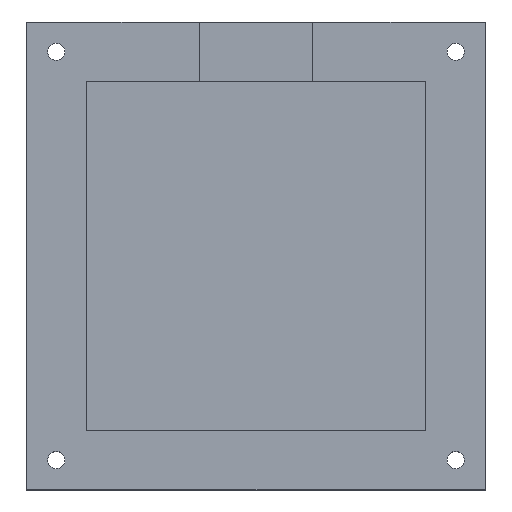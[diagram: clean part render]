
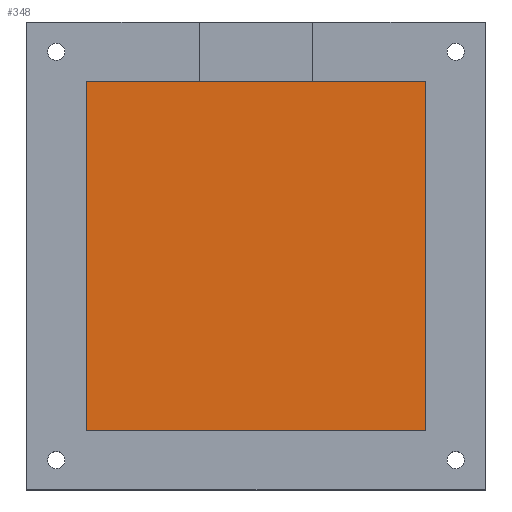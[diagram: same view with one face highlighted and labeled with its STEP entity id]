
A CAD part, top view. The second image highlights one B-rep face of the part: STEP entity #348.
In plain terms, the highlighted planar face has unit normal (0, 0, 1).
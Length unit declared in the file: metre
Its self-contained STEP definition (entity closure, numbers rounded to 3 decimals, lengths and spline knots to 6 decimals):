
#30=LINE('',#520,#66);
#46=LINE('',#563,#82);
#47=LINE('',#565,#83);
#49=LINE('',#569,#85);
#66=VECTOR('',#419,1.);
#82=VECTOR('',#463,1.);
#83=VECTOR('',#466,1.);
#85=VECTOR('',#470,1.);
#160=ORIENTED_EDGE('',*,*,#214,.F.);
#161=ORIENTED_EDGE('',*,*,#217,.F.);
#162=ORIENTED_EDGE('',*,*,#215,.T.);
#163=ORIENTED_EDGE('',*,*,#194,.T.);
#194=EDGE_CURVE('',#238,#237,#30,.T.);
#214=EDGE_CURVE('',#250,#237,#46,.T.);
#215=EDGE_CURVE('',#251,#238,#47,.T.);
#217=EDGE_CURVE('',#251,#250,#49,.T.);
#237=VERTEX_POINT('',#519);
#238=VERTEX_POINT('',#521);
#250=VERTEX_POINT('',#562);
#251=VERTEX_POINT('',#566);
#286=EDGE_LOOP('',(#160,#161,#162,#163));
#316=FACE_BOUND('',#286,.T.);
#330=PLANE('',#387);
#348=ADVANCED_FACE('',(#316),#330,.T.);
#387=AXIS2_PLACEMENT_3D('',#570,#471,#472);
#419=DIRECTION('',(-1.,0.,0.));
#463=DIRECTION('',(0.,1.,0.));
#466=DIRECTION('',(0.,1.,0.));
#470=DIRECTION('',(-1.,0.,0.));
#471=DIRECTION('',(0.,0.,1.));
#472=DIRECTION('',(1.,0.,0.));
#519=CARTESIAN_POINT('',(-0.0285,0.02925,0.003));
#520=CARTESIAN_POINT('',(0.,0.02925,0.003));
#521=CARTESIAN_POINT('',(0.0285,0.02925,0.003));
#562=CARTESIAN_POINT('',(-0.0285,-0.02925,0.003));
#563=CARTESIAN_POINT('',(-0.0285,0.,0.003));
#565=CARTESIAN_POINT('',(0.0285,0.,0.003));
#566=CARTESIAN_POINT('',(0.0285,-0.02925,0.003));
#569=CARTESIAN_POINT('',(0.,-0.02925,0.003));
#570=CARTESIAN_POINT('',(0.,0.,0.003));
